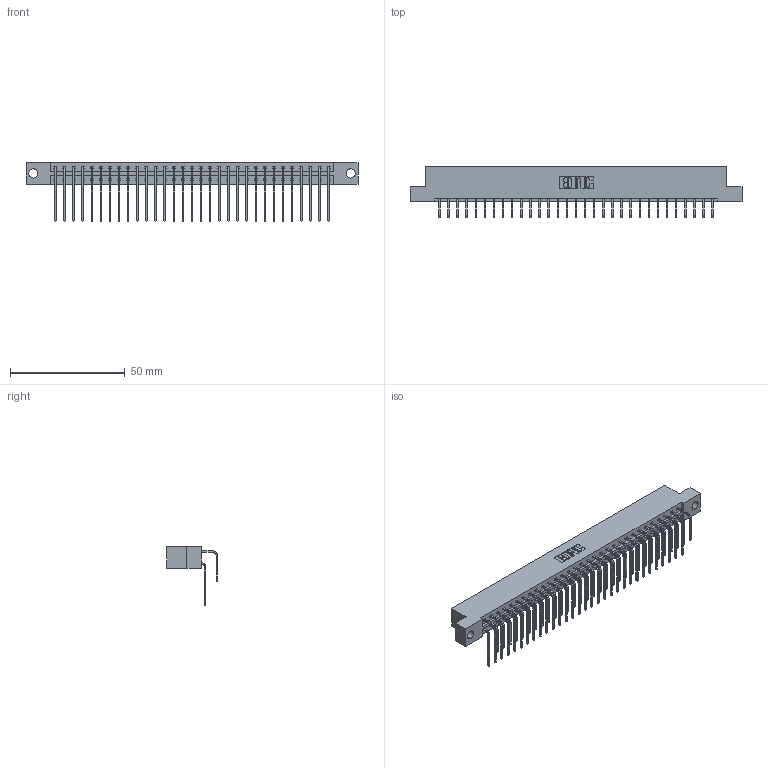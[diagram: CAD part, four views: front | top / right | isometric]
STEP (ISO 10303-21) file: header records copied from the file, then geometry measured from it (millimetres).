
FILE_DESCRIPTION (( 'STEP AP203' ), '1' );
FILE_NAME ('333-062-558-204.STEP', '2018-08-04T09:03:12', ( '' ), ( '' ), 'SwSTEP 2.0', 'SolidWorks 2016', '' );
FILE_SCHEMA (( 'CONFIG_CONTROL_DESIGN' ));
Length unit declared in the file: inch
Products named in the file (4): 333 Part_Flush - .156 Dia - TH; 345-292-001_558 559 Tail - 1; 345-292-001_558 Tail - 2; 333-062-558-204
Assembly tree (63 placements, depth 2):
  333-062-558-204
    333 Part_Flush - .156 Dia - TH
    345-292-001_558 559 Tail - 1  x31
    345-292-001_558 Tail - 2  x31
Bounding box: 144.37 x 22.17 x 25.53 mm (x, y, z)
Volume: 14906.7 mm3; surface area: 19086.1 mm2
Topology: 63 solids, 63 shells, 3462 faces, 10293 edges, 6778 vertices
Faces by surface type: plane 2426, cylinder 1036
Entity records: 23153 total; most frequent: CARTESIAN_POINT 3901, ORIENTED_EDGE 3786, DIRECTION 3333, EDGE_CURVE 1893, LINE 1725, VECTOR 1725, VERTEX_POINT 1258, AXIS2_PLACEMENT_3D 804
